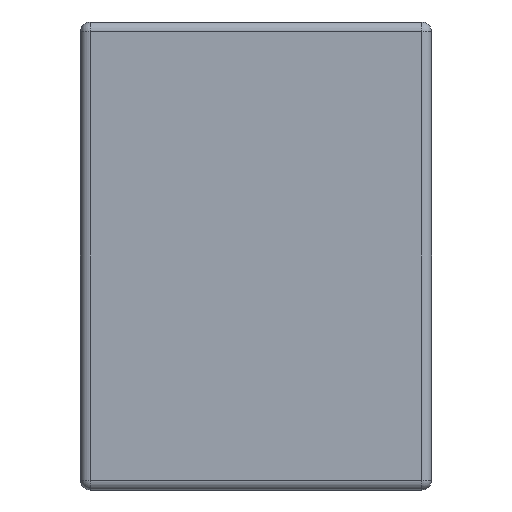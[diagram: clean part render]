
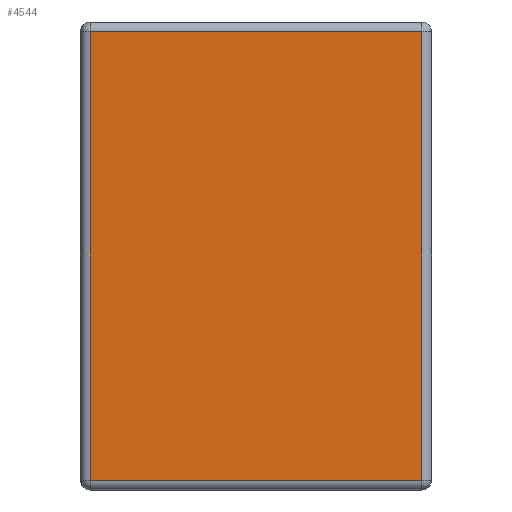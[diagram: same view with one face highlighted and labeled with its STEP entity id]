
A CAD part, left-side view. The second image highlights one B-rep face of the part: STEP entity #4544.
In plain terms, the highlighted planar face has unit normal (-1, 0, 0).
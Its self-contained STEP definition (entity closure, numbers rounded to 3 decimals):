
#333 = VECTOR ( 'NONE', #796, 1000. ) ;
#387 = ORIENTED_EDGE ( 'NONE', *, *, #3563, .T. ) ;
#433 = DIRECTION ( 'NONE',  ( 0., 0., 1. ) ) ;
#612 = FACE_OUTER_BOUND ( 'NONE', #1955, .T. ) ;
#669 = CARTESIAN_POINT ( 'NONE',  ( 0., 1.35, -0.037 ) ) ;
#722 = ORIENTED_EDGE ( 'NONE', *, *, #1586, .T. ) ;
#796 = DIRECTION ( 'NONE',  ( 0., -1., 0. ) ) ;
#900 = ORIENTED_EDGE ( 'NONE', *, *, #2373, .T. ) ;
#1041 = DIRECTION ( 'NONE',  ( 0., 0., 1. ) ) ;
#1066 = LINE ( 'NONE', #1119, #2073 ) ;
#1119 = CARTESIAN_POINT ( 'NONE',  ( 0., 0.037, 0. ) ) ;
#1134 = DIRECTION ( 'NONE',  ( -1., 0., 0. ) ) ;
#1302 = DIRECTION ( 'NONE',  ( 0., 1., 0. ) ) ;
#1410 = CARTESIAN_POINT ( 'NONE',  ( 0., 1.313, -0.037 ) ) ;
#1444 = AXIS2_PLACEMENT_3D ( 'NONE', #2749, #1134, #1041 ) ;
#1586 = EDGE_CURVE ( 'NONE', #1995, #3312, #4340, .T. ) ;
#1615 = PLANE ( 'NONE',  #1444 ) ;
#1955 = EDGE_LOOP ( 'NONE', ( #900, #3939, #387, #722 ) ) ;
#1995 = VERTEX_POINT ( 'NONE', #1410 ) ;
#2073 = VECTOR ( 'NONE', #433, 1000. ) ;
#2121 = CARTESIAN_POINT ( 'NONE',  ( 0., 1.313, -1.8 ) ) ;
#2373 = EDGE_CURVE ( 'NONE', #3312, #3518, #3964, .T. ) ;
#2660 = CARTESIAN_POINT ( 'NONE',  ( 0., 0.037, -1.763 ) ) ;
#2749 = CARTESIAN_POINT ( 'NONE',  ( 0., 0., 0. ) ) ;
#3207 = LINE ( 'NONE', #669, #3826 ) ;
#3312 = VERTEX_POINT ( 'NONE', #3468 ) ;
#3322 = CARTESIAN_POINT ( 'NONE',  ( 0., 0., -1.763 ) ) ;
#3468 = CARTESIAN_POINT ( 'NONE',  ( 0., 1.313, -1.763 ) ) ;
#3518 = VERTEX_POINT ( 'NONE', #2660 ) ;
#3563 = EDGE_CURVE ( 'NONE', #4442, #1995, #3207, .T. ) ;
#3572 = VECTOR ( 'NONE', #4014, 1000. ) ;
#3826 = VECTOR ( 'NONE', #1302, 1000. ) ;
#3939 = ORIENTED_EDGE ( 'NONE', *, *, #4268, .T. ) ;
#3964 = LINE ( 'NONE', #3322, #333 ) ;
#4014 = DIRECTION ( 'NONE',  ( 0., 0., -1. ) ) ;
#4268 = EDGE_CURVE ( 'NONE', #3518, #4442, #1066, .T. ) ;
#4340 = LINE ( 'NONE', #2121, #3572 ) ;
#4435 = CARTESIAN_POINT ( 'NONE',  ( 0., 0.037, -0.037 ) ) ;
#4442 = VERTEX_POINT ( 'NONE', #4435 ) ;
#4544 = ADVANCED_FACE ( 'NONE', ( #612 ), #1615, .T. ) ;
